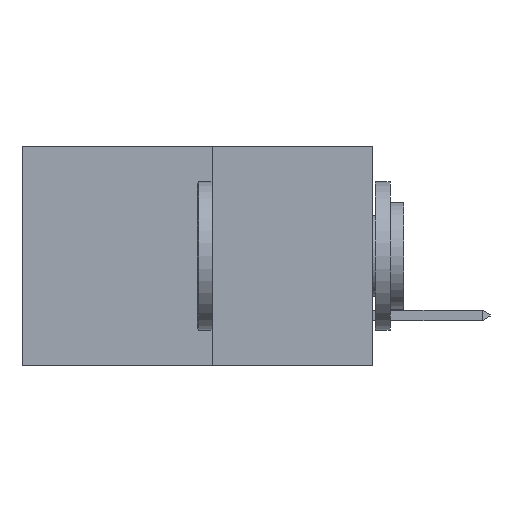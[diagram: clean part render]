
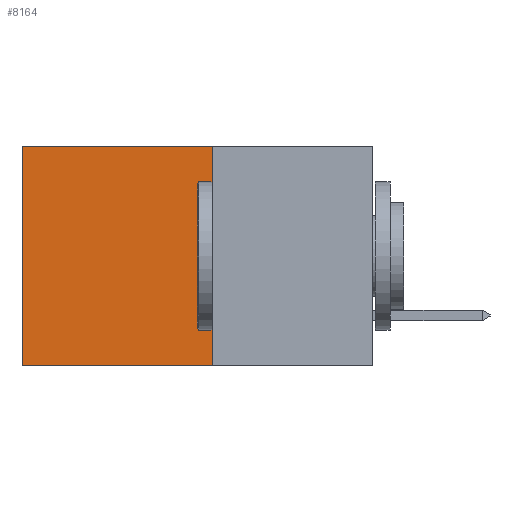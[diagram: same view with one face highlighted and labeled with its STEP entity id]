
A CAD part, left-side view. The second image highlights one B-rep face of the part: STEP entity #8164.
In plain terms, the highlighted planar face has unit normal (-1, 0, 0).
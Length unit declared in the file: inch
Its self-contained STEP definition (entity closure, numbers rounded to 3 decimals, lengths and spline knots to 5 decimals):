
#244 = CARTESIAN_POINT ( 'NONE',  ( 0.277, 0.27, -0.37 ) ) ;
#520 = LINE ( 'NONE', #20185, #6296 ) ;
#1734 = CARTESIAN_POINT ( 'NONE',  ( 0.277, 0.59, 0. ) ) ;
#3576 = LINE ( 'NONE', #21033, #18129 ) ;
#3864 = CARTESIAN_POINT ( 'NONE',  ( 0.277, 0.59, -0.37 ) ) ;
#4037 = DIRECTION ( 'NONE',  ( 1., 0., 0. ) ) ;
#4172 = VECTOR ( 'NONE', #8286, 39.37008 ) ;
#4765 = LINE ( 'NONE', #12224, #4172 ) ;
#5023 = ORIENTED_EDGE ( 'NONE', *, *, #14485, .F. ) ;
#5799 = DIRECTION ( 'NONE',  ( 0., 0., -1. ) ) ;
#5968 = ORIENTED_EDGE ( 'NONE', *, *, #15690, .F. ) ;
#6296 = VECTOR ( 'NONE', #16526, 39.37008 ) ;
#6397 = VERTEX_POINT ( 'NONE', #14337 ) ;
#8164 = ADVANCED_FACE ( 'NONE', ( #17957 ), #15439, .F. ) ;
#8286 = DIRECTION ( 'NONE',  ( 0., 0., -1. ) ) ;
#8796 = AXIS2_PLACEMENT_3D ( 'NONE', #9712, #4037, #17309 ) ;
#9712 = CARTESIAN_POINT ( 'NONE',  ( 0.277, 0.27, -0.37 ) ) ;
#10002 = EDGE_CURVE ( 'NONE', #10466, #11190, #13355, .T. ) ;
#10466 = VERTEX_POINT ( 'NONE', #1734 ) ;
#10622 = VERTEX_POINT ( 'NONE', #244 ) ;
#11072 = ORIENTED_EDGE ( 'NONE', *, *, #22445, .T. ) ;
#11190 = VERTEX_POINT ( 'NONE', #13366 ) ;
#12224 = CARTESIAN_POINT ( 'NONE',  ( 0.277, 0.27, -0.37 ) ) ;
#12747 = VECTOR ( 'NONE', #5799, 39.37008 ) ;
#12988 = EDGE_LOOP ( 'NONE', ( #13940, #5968, #5023, #11072 ) ) ;
#13355 = LINE ( 'NONE', #3864, #12747 ) ;
#13366 = CARTESIAN_POINT ( 'NONE',  ( 0.277, 0.59, -0.37 ) ) ;
#13691 = DIRECTION ( 'NONE',  ( 0., 1., 0. ) ) ;
#13940 = ORIENTED_EDGE ( 'NONE', *, *, #10002, .T. ) ;
#14337 = CARTESIAN_POINT ( 'NONE',  ( 0.277, 0.27, 0. ) ) ;
#14485 = EDGE_CURVE ( 'NONE', #6397, #10622, #4765, .T. ) ;
#15439 = PLANE ( 'NONE',  #8796 ) ;
#15690 = EDGE_CURVE ( 'NONE', #10622, #11190, #3576, .T. ) ;
#16526 = DIRECTION ( 'NONE',  ( 0., 1., 0. ) ) ;
#17309 = DIRECTION ( 'NONE',  ( 0., 0., -1. ) ) ;
#17957 = FACE_OUTER_BOUND ( 'NONE', #12988, .T. ) ;
#18129 = VECTOR ( 'NONE', #13691, 39.37008 ) ;
#20185 = CARTESIAN_POINT ( 'NONE',  ( 0.277, 0.27, 0. ) ) ;
#21033 = CARTESIAN_POINT ( 'NONE',  ( 0.277, 0.27, -0.37 ) ) ;
#22445 = EDGE_CURVE ( 'NONE', #6397, #10466, #520, .T. ) ;
